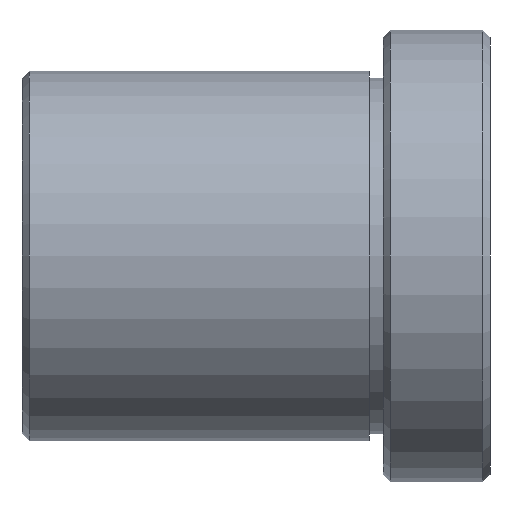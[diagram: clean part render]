
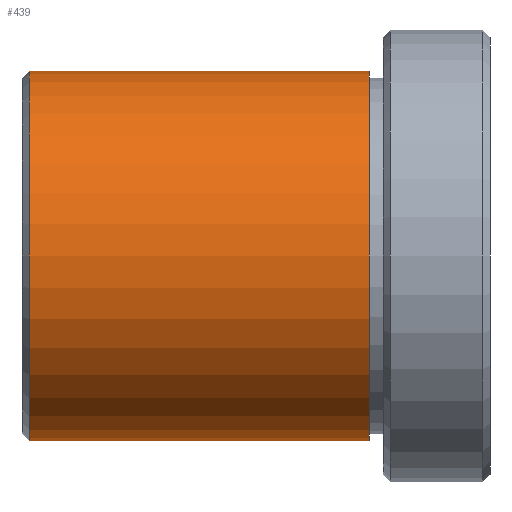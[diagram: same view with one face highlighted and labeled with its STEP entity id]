
A CAD part, left-side view. The second image highlights one B-rep face of the part: STEP entity #439.
In plain terms, the highlighted cylindrical face has radius 13 mm (diameter 26 mm), a partial arc.
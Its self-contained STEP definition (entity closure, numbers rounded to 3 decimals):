
#55 = ORIENTED_EDGE ( 'NONE', *, *, #711, .F. ) ;
#65 = CARTESIAN_POINT ( 'NONE',  ( 0., 26.543, 13. ) ) ;
#70 = LINE ( 'NONE', #376, #779 ) ;
#72 = LINE ( 'NONE', #640, #887 ) ;
#78 = DIRECTION ( 'NONE',  ( 0., 0., 1. ) ) ;
#94 = VERTEX_POINT ( 'NONE', #609 ) ;
#144 = DIRECTION ( 'NONE',  ( 0., 1., 0. ) ) ;
#151 = DIRECTION ( 'NONE',  ( 0., 1., 0. ) ) ;
#230 = VERTEX_POINT ( 'NONE', #65 ) ;
#241 = VERTEX_POINT ( 'NONE', #544 ) ;
#251 = AXIS2_PLACEMENT_3D ( 'NONE', #428, #570, #78 ) ;
#266 = VERTEX_POINT ( 'NONE', #896 ) ;
#338 = ORIENTED_EDGE ( 'NONE', *, *, #797, .T. ) ;
#367 = FACE_OUTER_BOUND ( 'NONE', #702, .T. ) ;
#376 = CARTESIAN_POINT ( 'NONE',  ( 0., 44.599, -13. ) ) ;
#405 = CIRCLE ( 'NONE', #770, 13. ) ;
#428 = CARTESIAN_POINT ( 'NONE',  ( 0., 26.543, 0. ) ) ;
#439 = ADVANCED_FACE ( 'NONE', ( #367 ), #539, .T. ) ;
#457 = CIRCLE ( 'NONE', #251, 13. ) ;
#531 = DIRECTION ( 'NONE',  ( 0., 0., 1. ) ) ;
#539 = CYLINDRICAL_SURFACE ( 'NONE', #890, 13. ) ;
#544 = CARTESIAN_POINT ( 'NONE',  ( 0., 2.643, 13. ) ) ;
#548 = EDGE_CURVE ( 'NONE', #266, #241, #405, .T. ) ;
#570 = DIRECTION ( 'NONE',  ( 0., 1., 0. ) ) ;
#609 = CARTESIAN_POINT ( 'NONE',  ( 0., 26.543, -13. ) ) ;
#628 = CARTESIAN_POINT ( 'NONE',  ( 0., 2.643, 0. ) ) ;
#640 = CARTESIAN_POINT ( 'NONE',  ( 0., 44.599, 13. ) ) ;
#652 = DIRECTION ( 'NONE',  ( 0., 1., 0. ) ) ;
#674 = DIRECTION ( 'NONE',  ( 0., 1., 0. ) ) ;
#702 = EDGE_LOOP ( 'NONE', ( #766, #833, #338, #55 ) ) ;
#711 = EDGE_CURVE ( 'NONE', #94, #230, #457, .T. ) ;
#766 = ORIENTED_EDGE ( 'NONE', *, *, #846, .F. ) ;
#770 = AXIS2_PLACEMENT_3D ( 'NONE', #628, #144, #828 ) ;
#779 = VECTOR ( 'NONE', #652, 1000. ) ;
#797 = EDGE_CURVE ( 'NONE', #241, #230, #72, .T. ) ;
#816 = CARTESIAN_POINT ( 'NONE',  ( 0., 44.599, 0. ) ) ;
#828 = DIRECTION ( 'NONE',  ( 0., 0., 1. ) ) ;
#833 = ORIENTED_EDGE ( 'NONE', *, *, #548, .T. ) ;
#846 = EDGE_CURVE ( 'NONE', #266, #94, #70, .T. ) ;
#887 = VECTOR ( 'NONE', #151, 1000. ) ;
#890 = AXIS2_PLACEMENT_3D ( 'NONE', #816, #674, #531 ) ;
#896 = CARTESIAN_POINT ( 'NONE',  ( 0., 2.643, -13. ) ) ;
